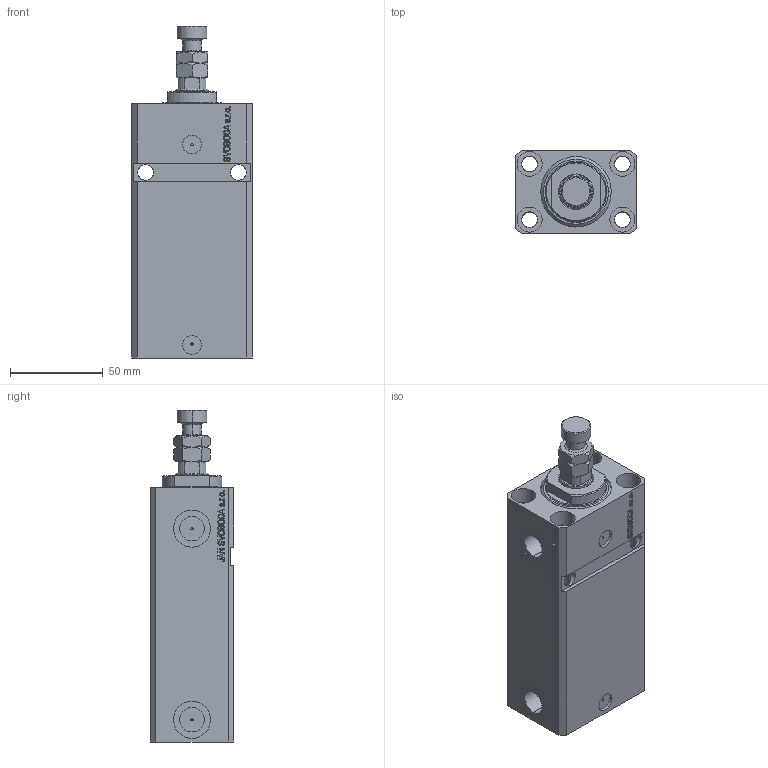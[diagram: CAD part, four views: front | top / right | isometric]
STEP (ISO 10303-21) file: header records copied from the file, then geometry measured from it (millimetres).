
FILE_DESCRIPTION (( 'STEP AP203' ), '1' );
FILE_NAME ('6440.STEP', '2022-04-09T13:34:38', ( '' ), ( '' ), 'SwSTEP 2.0', 'SolidWorks 2019', '' );
FILE_SCHEMA (( 'CONFIG_CONTROL_DESIGN' ));
Length unit declared in the file: millimetre
Products named in the file (5): V250CE_VC_E 9ed0df40f48fc6179733a9c2717704ff; V250CE_E_Body 9ed0df40f48fc6179733a9c2717704ff; V250CE_C_VCP 9ed0df40f48fc6179733a9c2717704ff; 6440; MFA 9ed0df40f48fc6179733a9c2717704ff
Assembly tree (4 placements, depth 2):
  6440
    V250CE_E_Body 9ed0df40f48fc6179733a9c2717704ff
    V250CE_C_VCP 9ed0df40f48fc6179733a9c2717704ff
    V250CE_VC_E 9ed0df40f48fc6179733a9c2717704ff
    MFA 9ed0df40f48fc6179733a9c2717704ff
Bounding box: 65 x 45 x 178.9 mm (x, y, z)
Volume: 340139.1 mm3; surface area: 84832.5 mm2
Topology: 4 solids, 4 shells, 965 faces, 2457 edges, 1602 vertices
Faces by surface type: plane 455, bspline 360, cylinder 100, cone 40, torus 10
Entity records: 46618 total; most frequent: CARTESIAN_POINT 25228, ORIENTED_EDGE 4910, DIRECTION 3079, EDGE_CURVE 2455, VERTEX_POINT 1602, LINE 1429, VECTOR 1429, EDGE_LOOP 1103
